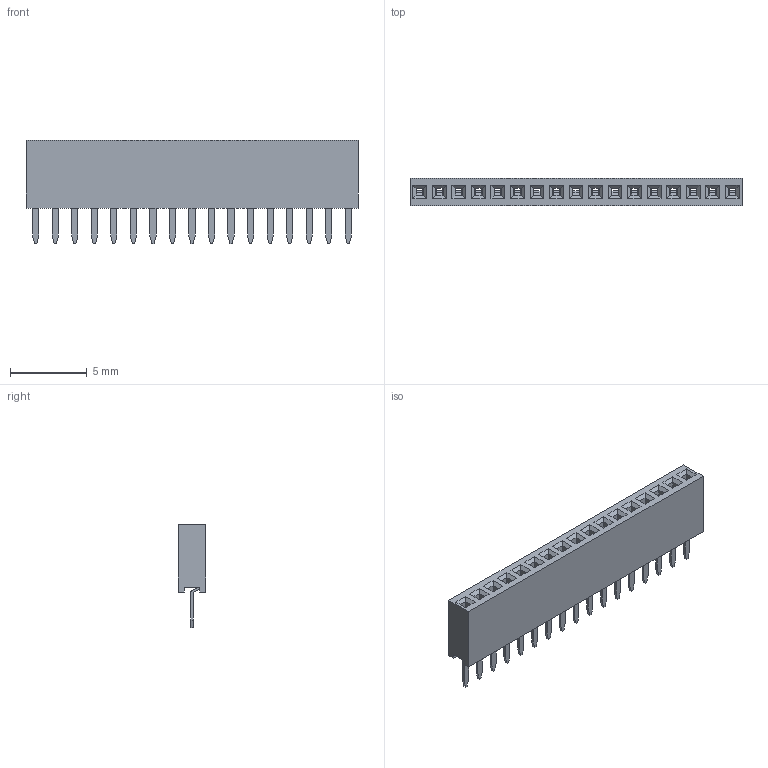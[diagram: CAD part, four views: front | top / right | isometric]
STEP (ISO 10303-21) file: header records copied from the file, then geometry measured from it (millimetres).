
FILE_DESCRIPTION(('STEP AP214'), '1');
FILE_NAME('PBS1.27', '', ('UNSPECIFIED'), ('UNSPECIFIED'), 'ASCON STEP Converter 1.6', 'ASCON Math Kernel', '');
FILE_SCHEMA(('AUTOMOTIVE_DESIGN { 1 0 10303 214 3 1 1}'));
Length unit declared in the file: millimetre
Bounding box: 21.59 x 1.8 x 6.7 mm (x, y, z)
Volume: 122.5 mm3; surface area: 862.8 mm2
Topology: 18 solids, 18 shells, 1064 faces, 2812 edges, 1784 vertices
Faces by surface type: plane 911, cylinder 153
Entity records: 40868 total; most frequent: CARTESIAN_POINT 5661, ORIENTED_EDGE 5624, DIRECTION 5248, EDGE_CURVE 2812, LINE 2506, VECTOR 2506, VERTEX_POINT 1784, AXIS2_PLACEMENT_3D 1371
